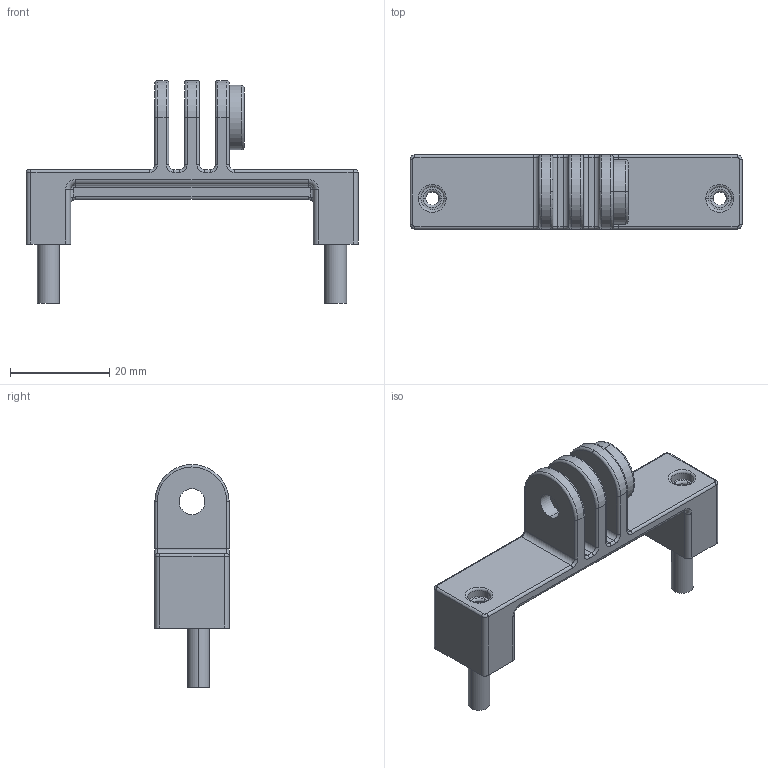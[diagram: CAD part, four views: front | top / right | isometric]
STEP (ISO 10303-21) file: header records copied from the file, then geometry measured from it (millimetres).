
FILE_DESCRIPTION (( 'STEP AP214' ), '1' );
FILE_NAME ('Camera Mount.STEP', '2019-06-14T13:12:17', ( '' ), ( '' ), 'SwSTEP 2.0', 'SolidWorks 2019', '' );
FILE_SCHEMA (( 'AUTOMOTIVE_DESIGN' ));
Length unit declared in the file: millimetre
Products named in the file (1): Camera Mount
Bounding box: 67 x 15 x 45 mm (x, y, z)
Volume: 8778.6 mm3; surface area: 6406.8 mm2
Topology: 1 solids, 1 shells, 154 faces, 366 edges, 218 vertices
Faces by surface type: cylinder 72, torus 45, plane 35, bspline 2
Entity records: 4623 total; most frequent: CARTESIAN_POINT 885, DIRECTION 869, ORIENTED_EDGE 728, EDGE_CURVE 364, AXIS2_PLACEMENT_3D 358, VERTEX_POINT 218, CIRCLE 205, EDGE_LOOP 170
